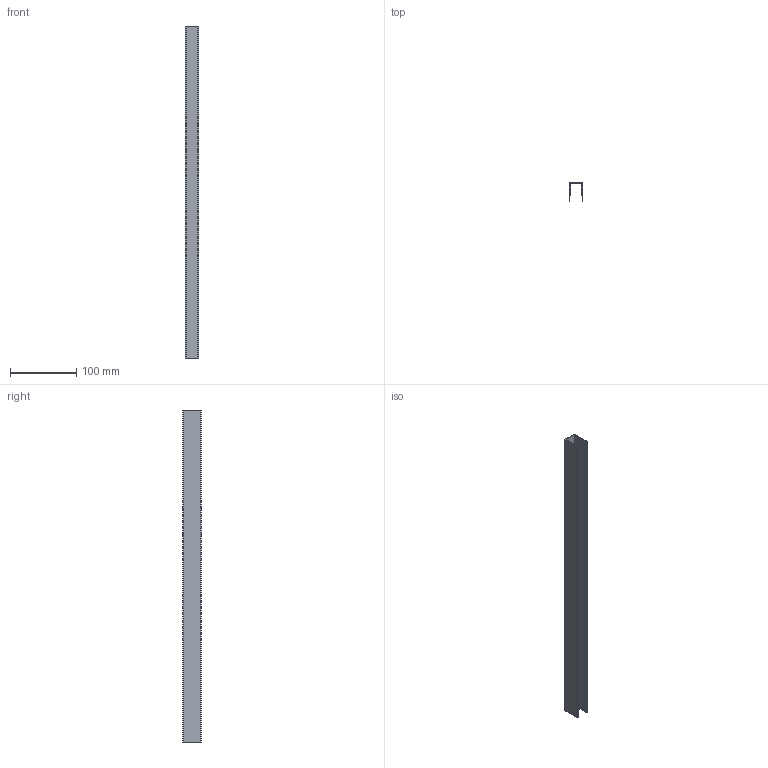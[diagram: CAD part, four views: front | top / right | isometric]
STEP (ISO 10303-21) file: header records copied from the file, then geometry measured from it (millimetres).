
FILE_DESCRIPTION (( 'STEP AP214' ), '1' );
FILE_NAME ('AL_VP2004-500.STEP', '2024-07-04T08:46:22', ( '' ), ( '' ), 'SwSTEP 2.0', 'SolidWorks 2019', '' );
FILE_SCHEMA (( 'AUTOMOTIVE_DESIGN' ));
Length unit declared in the file: millimetre
Products named in the file (1): AL_VP2004-500
Bounding box: 20.2 x 27.7 x 500 mm (x, y, z)
Volume: 44129.6 mm3; surface area: 74485.3 mm2
Topology: 1 solids, 1 shells, 40 faces, 114 edges, 76 vertices
Faces by surface type: cylinder 22, plane 18
Entity records: 1356 total; most frequent: DIRECTION 240, CARTESIAN_POINT 231, ORIENTED_EDGE 228, EDGE_CURVE 114, AXIS2_PLACEMENT_3D 85, VERTEX_POINT 76, VECTOR 70, LINE 70
